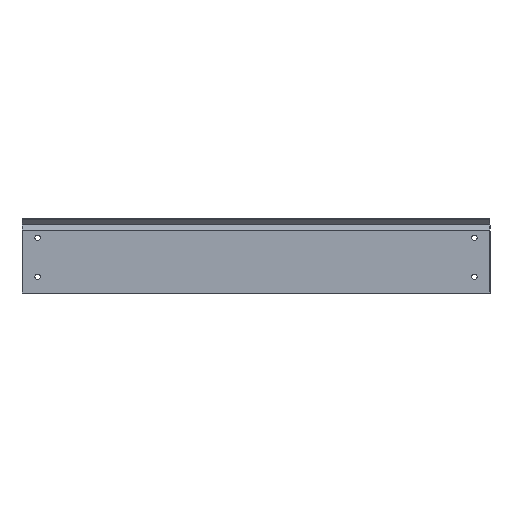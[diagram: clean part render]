
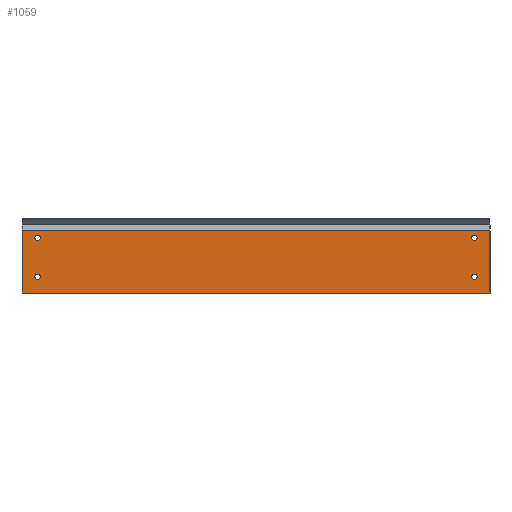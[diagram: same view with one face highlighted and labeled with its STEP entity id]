
A CAD part, left-side view. The second image highlights one B-rep face of the part: STEP entity #1059.
In plain terms, the highlighted planar face has unit normal (-1, 0, 0).
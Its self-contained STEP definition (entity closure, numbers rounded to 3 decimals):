
#34=FACE_BOUND('',#129,.T.);
#35=FACE_BOUND('',#130,.T.);
#36=FACE_BOUND('',#131,.T.);
#37=FACE_BOUND('',#132,.T.);
#50=CIRCLE('',#1145,3.5);
#51=CIRCLE('',#1146,3.5);
#52=CIRCLE('',#1147,3.5);
#53=CIRCLE('',#1148,3.5);
#66=FACE_OUTER_BOUND('',#128,.T.);
#128=EDGE_LOOP('',(#768,#769,#770,#771,#772,#773,#774,#775));
#129=EDGE_LOOP('',(#776));
#130=EDGE_LOOP('',(#777));
#131=EDGE_LOOP('',(#778));
#132=EDGE_LOOP('',(#779));
#225=LINE('',#1580,#353);
#231=LINE('',#1592,#359);
#248=LINE('',#1633,#376);
#249=LINE('',#1635,#377);
#250=LINE('',#1636,#378);
#251=LINE('',#1638,#379);
#252=LINE('',#1640,#380);
#253=LINE('',#1641,#381);
#353=VECTOR('',#1277,10.);
#359=VECTOR('',#1285,10.);
#376=VECTOR('',#1316,10.);
#377=VECTOR('',#1317,10.);
#378=VECTOR('',#1318,10.);
#379=VECTOR('',#1319,10.);
#380=VECTOR('',#1320,10.);
#381=VECTOR('',#1321,10.);
#483=VERTEX_POINT('',#1577);
#484=VERTEX_POINT('',#1579);
#488=VERTEX_POINT('',#1589);
#489=VERTEX_POINT('',#1591);
#506=VERTEX_POINT('',#1632);
#507=VERTEX_POINT('',#1634);
#508=VERTEX_POINT('',#1637);
#509=VERTEX_POINT('',#1639);
#510=VERTEX_POINT('',#1642);
#511=VERTEX_POINT('',#1644);
#512=VERTEX_POINT('',#1646);
#513=VERTEX_POINT('',#1648);
#585=EDGE_CURVE('',#483,#484,#225,.T.);
#591=EDGE_CURVE('',#489,#488,#231,.T.);
#612=EDGE_CURVE('',#506,#488,#248,.T.);
#613=EDGE_CURVE('',#507,#506,#249,.T.);
#614=EDGE_CURVE('',#484,#507,#250,.T.);
#615=EDGE_CURVE('',#508,#483,#251,.T.);
#616=EDGE_CURVE('',#509,#508,#252,.T.);
#617=EDGE_CURVE('',#509,#489,#253,.T.);
#618=EDGE_CURVE('',#510,#510,#50,.T.);
#619=EDGE_CURVE('',#511,#511,#51,.T.);
#620=EDGE_CURVE('',#512,#512,#52,.T.);
#621=EDGE_CURVE('',#513,#513,#53,.T.);
#768=ORIENTED_EDGE('',*,*,#612,.F.);
#769=ORIENTED_EDGE('',*,*,#613,.F.);
#770=ORIENTED_EDGE('',*,*,#614,.F.);
#771=ORIENTED_EDGE('',*,*,#585,.F.);
#772=ORIENTED_EDGE('',*,*,#615,.F.);
#773=ORIENTED_EDGE('',*,*,#616,.F.);
#774=ORIENTED_EDGE('',*,*,#617,.T.);
#775=ORIENTED_EDGE('',*,*,#591,.T.);
#776=ORIENTED_EDGE('',*,*,#618,.T.);
#777=ORIENTED_EDGE('',*,*,#619,.T.);
#778=ORIENTED_EDGE('',*,*,#620,.T.);
#779=ORIENTED_EDGE('',*,*,#621,.T.);
#966=PLANE('',#1144);
#1059=ADVANCED_FACE('',(#66,#34,#35,#36,#37),#966,.F.);
#1144=AXIS2_PLACEMENT_3D('',#1631,#1314,#1315);
#1145=AXIS2_PLACEMENT_3D('',#1643,#1322,#1323);
#1146=AXIS2_PLACEMENT_3D('',#1645,#1324,#1325);
#1147=AXIS2_PLACEMENT_3D('',#1647,#1326,#1327);
#1148=AXIS2_PLACEMENT_3D('',#1649,#1328,#1329);
#1277=DIRECTION('',(0.,-1.,0.));
#1285=DIRECTION('',(0.,-1.,0.));
#1314=DIRECTION('center_axis',(1.,0.,0.));
#1315=DIRECTION('ref_axis',(0.,1.,0.));
#1316=DIRECTION('',(0.,0.,-1.));
#1317=DIRECTION('',(0.,0.,-1.));
#1318=DIRECTION('',(0.,0.,-1.));
#1319=DIRECTION('',(0.,0.,1.));
#1320=DIRECTION('',(0.,0.,1.));
#1321=DIRECTION('',(0.,0.,-1.));
#1322=DIRECTION('center_axis',(1.,0.,0.));
#1323=DIRECTION('ref_axis',(0.,0.,1.));
#1324=DIRECTION('center_axis',(1.,0.,0.));
#1325=DIRECTION('ref_axis',(0.,0.,1.));
#1326=DIRECTION('center_axis',(1.,0.,0.));
#1327=DIRECTION('ref_axis',(0.,0.,1.));
#1328=DIRECTION('center_axis',(1.,0.,0.));
#1329=DIRECTION('ref_axis',(0.,0.,1.));
#1577=CARTESIAN_POINT('',(99.631,600.,80.828));
#1579=CARTESIAN_POINT('',(99.631,0.,80.828));
#1580=CARTESIAN_POINT('',(99.631,300.,80.828));
#1589=CARTESIAN_POINT('',(99.631,0.,0.));
#1591=CARTESIAN_POINT('',(99.631,600.,0.));
#1592=CARTESIAN_POINT('',(99.631,300.,0.));
#1631=CARTESIAN_POINT('Origin',(99.631,300.,-47.131));
#1632=CARTESIAN_POINT('',(99.631,0.,2.));
#1633=CARTESIAN_POINT('',(99.631,0.,16.435));
#1634=CARTESIAN_POINT('',(99.631,0.,80.));
#1635=CARTESIAN_POINT('',(99.631,0.,101.369));
#1636=CARTESIAN_POINT('',(99.631,0.,16.435));
#1637=CARTESIAN_POINT('',(99.631,600.,80.));
#1638=CARTESIAN_POINT('',(99.631,600.,17.142));
#1639=CARTESIAN_POINT('',(99.631,600.,2.));
#1640=CARTESIAN_POINT('',(99.631,600.,-195.631));
#1641=CARTESIAN_POINT('',(99.631,600.,17.142));
#1642=CARTESIAN_POINT('',(99.631,580.,17.869));
#1643=CARTESIAN_POINT('Origin',(99.631,580.,21.369));
#1644=CARTESIAN_POINT('',(99.631,20.,17.869));
#1645=CARTESIAN_POINT('Origin',(99.631,20.,21.369));
#1646=CARTESIAN_POINT('',(99.631,580.,67.869));
#1647=CARTESIAN_POINT('Origin',(99.631,580.,71.369));
#1648=CARTESIAN_POINT('',(99.631,20.,67.869));
#1649=CARTESIAN_POINT('Origin',(99.631,20.,71.369));
